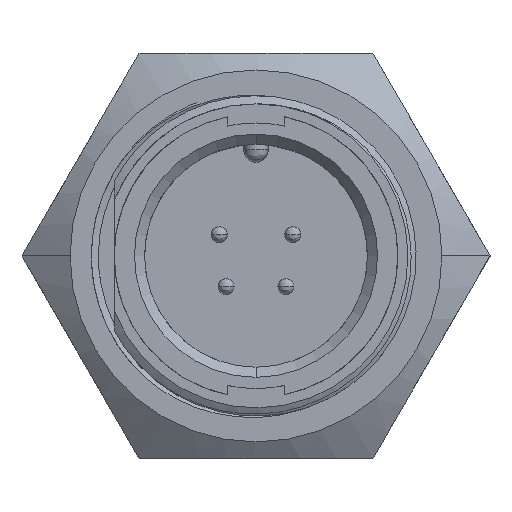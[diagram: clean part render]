
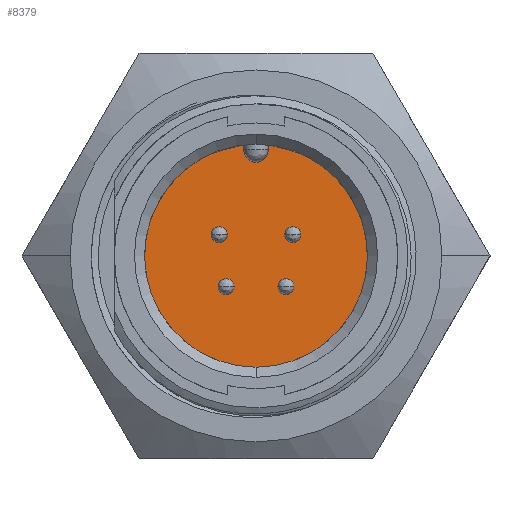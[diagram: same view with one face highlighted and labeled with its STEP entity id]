
A CAD part, top view. The second image highlights one B-rep face of the part: STEP entity #8379.
In plain terms, the highlighted planar face has unit normal (0, 0, 1).
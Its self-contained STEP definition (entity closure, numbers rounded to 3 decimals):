
#8 = CIRCLE ( 'NONE', #148, 6.985 ) ;
#22 = CIRCLE ( 'NONE', #421, 0.502 ) ;
#36 = CIRCLE ( 'NONE', #12012, 0.502 ) ;
#40 = CIRCLE ( 'NONE', #11872, 0.502 ) ;
#45 = CIRCLE ( 'NONE', #169, 0.502 ) ;
#49 = CIRCLE ( 'NONE', #11879, 6.985 ) ;
#51 = CIRCLE ( 'NONE', #11932, 0.762 ) ;
#53 = CIRCLE ( 'NONE', #495, 0.502 ) ;
#55 = CIRCLE ( 'NONE', #12020, 0.502 ) ;
#58 = CIRCLE ( 'NONE', #229, 0.502 ) ;
#62 = CIRCLE ( 'NONE', #12018, 0.502 ) ;
#148 = AXIS2_PLACEMENT_3D ( 'NONE', #16385, #16386, #16387 ) ;
#169 = AXIS2_PLACEMENT_3D ( 'NONE', #16324, #16325, #16326 ) ;
#229 = AXIS2_PLACEMENT_3D ( 'NONE', #5256, #5257, #5258 ) ;
#336 = FACE_BOUND ( 'NONE', #5282, .T. ) ;
#337 = FACE_BOUND ( 'NONE', #5281, .T. ) ;
#339 = FACE_OUTER_BOUND ( 'NONE', #5279, .T. ) ;
#340 = FACE_BOUND ( 'NONE', #5277, .T. ) ;
#341 = FACE_BOUND ( 'NONE', #5276, .T. ) ;
#342 = AXIS2_PLACEMENT_3D ( 'NONE', #13654, #13653, #13652 ) ;
#421 = AXIS2_PLACEMENT_3D ( 'NONE', #3819, #3818, #3811 ) ;
#495 = AXIS2_PLACEMENT_3D ( 'NONE', #15685, #15686, #15687 ) ;
#723 = ORIENTED_EDGE ( 'NONE', *, *, #11104, .T. ) ;
#738 = ORIENTED_EDGE ( 'NONE', *, *, #11080, .T. ) ;
#903 = ORIENTED_EDGE ( 'NONE', *, *, #8563, .T. ) ;
#925 = ORIENTED_EDGE ( 'NONE', *, *, #8470, .T. ) ;
#974 = ORIENTED_EDGE ( 'NONE', *, *, #8455, .T. ) ;
#978 = ORIENTED_EDGE ( 'NONE', *, *, #8430, .T. ) ;
#985 = ORIENTED_EDGE ( 'NONE', *, *, #11082, .T. ) ;
#989 = ORIENTED_EDGE ( 'NONE', *, *, #11092, .T. ) ;
#991 = ORIENTED_EDGE ( 'NONE', *, *, #11186, .T. ) ;
#1002 = ORIENTED_EDGE ( 'NONE', *, *, #11176, .T. ) ;
#1043 = ORIENTED_EDGE ( 'NONE', *, *, #8348, .T. ) ;
#1065 = ORIENTED_EDGE ( 'NONE', *, *, #11232, .T. ) ;
#1079 = ORIENTED_EDGE ( 'NONE', *, *, #11237, .T. ) ;
#1593 = CARTESIAN_POINT ( 'NONE',  ( -0.762, 6.629, -5.808 ) ) ;
#1608 = CARTESIAN_POINT ( 'NONE',  ( 1.88, -1.429, -5.808 ) ) ;
#1617 = CARTESIAN_POINT ( 'NONE',  ( 2.311, 0.819, -5.808 ) ) ;
#1848 = CARTESIAN_POINT ( 'NONE',  ( -1.88, -1.429, -5.808 ) ) ;
#1978 = CARTESIAN_POINT ( 'NONE',  ( 2.311, 1.822, -5.808 ) ) ;
#2036 = CARTESIAN_POINT ( 'NONE',  ( 1.88, -2.432, -5.808 ) ) ;
#2126 = CARTESIAN_POINT ( 'NONE',  ( -1.88, -2.432, -5.808 ) ) ;
#2135 = CARTESIAN_POINT ( 'NONE',  ( 0., -6.985, -5.808 ) ) ;
#2137 = CARTESIAN_POINT ( 'NONE',  ( -0.762, 6.943, -5.808 ) ) ;
#2156 = CARTESIAN_POINT ( 'NONE',  ( -2.311, 0.819, -5.808 ) ) ;
#2219 = CARTESIAN_POINT ( 'NONE',  ( 0.762, 6.629, -5.808 ) ) ;
#2410 = CARTESIAN_POINT ( 'NONE',  ( -2.311, 1.822, -5.808 ) ) ;
#2443 = CARTESIAN_POINT ( 'NONE',  ( 0.762, 6.943, -5.808 ) ) ;
#2628 = VERTEX_POINT ( 'NONE', #2126 ) ;
#2636 = VERTEX_POINT ( 'NONE', #2135 ) ;
#2639 = VERTEX_POINT ( 'NONE', #2137 ) ;
#2910 = VERTEX_POINT ( 'NONE', #2156 ) ;
#2914 = VERTEX_POINT ( 'NONE', #2410 ) ;
#2917 = VERTEX_POINT ( 'NONE', #1848 ) ;
#2925 = VERTEX_POINT ( 'NONE', #2036 ) ;
#2928 = VERTEX_POINT ( 'NONE', #1617 ) ;
#2932 = VERTEX_POINT ( 'NONE', #1608 ) ;
#2935 = VERTEX_POINT ( 'NONE', #1978 ) ;
#3811 = DIRECTION ( 'NONE',  ( 0., 1., 0. ) ) ;
#3818 = DIRECTION ( 'NONE',  ( 0., 0., -1. ) ) ;
#3819 = CARTESIAN_POINT ( 'NONE',  ( -1.88, -1.93, -5.808 ) ) ;
#4244 = VERTEX_POINT ( 'NONE', #2443 ) ;
#4328 = VERTEX_POINT ( 'NONE', #2219 ) ;
#4339 = VERTEX_POINT ( 'NONE', #1593 ) ;
#5256 = CARTESIAN_POINT ( 'NONE',  ( 1.88, -1.93, -5.808 ) ) ;
#5257 = DIRECTION ( 'NONE',  ( 0., 0., -1. ) ) ;
#5258 = DIRECTION ( 'NONE',  ( 0., 1., 0. ) ) ;
#5276 = EDGE_LOOP ( 'NONE', ( #978, #985 ) ) ;
#5277 = EDGE_LOOP ( 'NONE', ( #974, #989 ) ) ;
#5279 = EDGE_LOOP ( 'NONE', ( #1002, #991, #925, #1065, #723 ) ) ;
#5281 = EDGE_LOOP ( 'NONE', ( #1043, #738 ) ) ;
#5282 = EDGE_LOOP ( 'NONE', ( #903, #1079 ) ) ;
#8348 = EDGE_CURVE ( 'NONE', #2917, #2628, #22, .T. ) ;
#8379 = ADVANCED_FACE ( 'NONE', ( #341, #340, #339, #337, #336 ), #13655, .T. ) ;
#8430 = EDGE_CURVE ( 'NONE', #2932, #2925, #58, .T. ) ;
#8455 = EDGE_CURVE ( 'NONE', #2935, #2928, #45, .T. ) ;
#8470 = EDGE_CURVE ( 'NONE', #2639, #2636, #8, .T. ) ;
#8563 = EDGE_CURVE ( 'NONE', #2914, #2910, #53, .T. ) ;
#8971 = CARTESIAN_POINT ( 'NONE',  ( 0., 0., -5.808 ) ) ;
#8987 = DIRECTION ( 'NONE',  ( 0., 0., 1. ) ) ;
#8988 = DIRECTION ( 'NONE',  ( 0., -1., 0. ) ) ;
#9015 = CARTESIAN_POINT ( 'NONE',  ( -2.311, 1.321, -5.808 ) ) ;
#9016 = DIRECTION ( 'NONE',  ( 0., 0., -1. ) ) ;
#9017 = DIRECTION ( 'NONE',  ( 0., 1., 0. ) ) ;
#9967 = CARTESIAN_POINT ( 'NONE',  ( -1.88, -1.93, -5.808 ) ) ;
#9974 = DIRECTION ( 'NONE',  ( 0., 0., -1. ) ) ;
#9975 = DIRECTION ( 'NONE',  ( 0., 1., 0. ) ) ;
#9981 = CARTESIAN_POINT ( 'NONE',  ( 1.88, -1.93, -5.808 ) ) ;
#9982 = DIRECTION ( 'NONE',  ( 0., 0., -1. ) ) ;
#9983 = DIRECTION ( 'NONE',  ( 0., 1., 0. ) ) ;
#10050 = CARTESIAN_POINT ( 'NONE',  ( 2.311, 1.321, -5.808 ) ) ;
#10054 = DIRECTION ( 'NONE',  ( 0., 0., -1. ) ) ;
#10055 = DIRECTION ( 'NONE',  ( 0., 1., 0. ) ) ;
#10136 = LINE ( 'NONE', #10137, #11996 ) ;
#10137 = CARTESIAN_POINT ( 'NONE',  ( 0.762, 6.943, -5.808 ) ) ;
#10138 = DIRECTION ( 'NONE',  ( 0., -1., 0. ) ) ;
#10980 = CARTESIAN_POINT ( 'NONE',  ( 0., 6.629, -5.808 ) ) ;
#10987 = DIRECTION ( 'NONE',  ( 0., 0., -1. ) ) ;
#10988 = DIRECTION ( 'NONE',  ( -1., 0., 0. ) ) ;
#11059 = LINE ( 'NONE', #11060, #11920 ) ;
#11060 = CARTESIAN_POINT ( 'NONE',  ( -0.762, 0., -5.808 ) ) ;
#11061 = DIRECTION ( 'NONE',  ( 0., 1., 0. ) ) ;
#11080 = EDGE_CURVE ( 'NONE', #2628, #2917, #55, .T. ) ;
#11082 = EDGE_CURVE ( 'NONE', #2925, #2932, #62, .T. ) ;
#11092 = EDGE_CURVE ( 'NONE', #2928, #2935, #36, .T. ) ;
#11104 = EDGE_CURVE ( 'NONE', #4244, #4328, #10136, .T. ) ;
#11176 = EDGE_CURVE ( 'NONE', #4328, #4339, #51, .T. ) ;
#11186 = EDGE_CURVE ( 'NONE', #4339, #2639, #11059, .T. ) ;
#11232 = EDGE_CURVE ( 'NONE', #2636, #4244, #49, .T. ) ;
#11237 = EDGE_CURVE ( 'NONE', #2910, #2914, #40, .T. ) ;
#11872 = AXIS2_PLACEMENT_3D ( 'NONE', #9015, #9016, #9017 ) ;
#11879 = AXIS2_PLACEMENT_3D ( 'NONE', #8971, #8987, #8988 ) ;
#11920 = VECTOR ( 'NONE', #11061, 1000. ) ;
#11932 = AXIS2_PLACEMENT_3D ( 'NONE', #10980, #10987, #10988 ) ;
#11996 = VECTOR ( 'NONE', #10138, 1000. ) ;
#12012 = AXIS2_PLACEMENT_3D ( 'NONE', #10050, #10054, #10055 ) ;
#12018 = AXIS2_PLACEMENT_3D ( 'NONE', #9981, #9982, #9983 ) ;
#12020 = AXIS2_PLACEMENT_3D ( 'NONE', #9967, #9974, #9975 ) ;
#13652 = DIRECTION ( 'NONE',  ( 1., 0., 0. ) ) ;
#13653 = DIRECTION ( 'NONE',  ( 0., 0., 1. ) ) ;
#13654 = CARTESIAN_POINT ( 'NONE',  ( 0., 0., -5.808 ) ) ;
#13655 = PLANE ( 'NONE',  #342 ) ;
#15685 = CARTESIAN_POINT ( 'NONE',  ( -2.311, 1.321, -5.808 ) ) ;
#15686 = DIRECTION ( 'NONE',  ( 0., 0., -1. ) ) ;
#15687 = DIRECTION ( 'NONE',  ( 0., 1., 0. ) ) ;
#16324 = CARTESIAN_POINT ( 'NONE',  ( 2.311, 1.321, -5.808 ) ) ;
#16325 = DIRECTION ( 'NONE',  ( 0., 0., -1. ) ) ;
#16326 = DIRECTION ( 'NONE',  ( 0., 1., 0. ) ) ;
#16385 = CARTESIAN_POINT ( 'NONE',  ( 0., 0., -5.808 ) ) ;
#16386 = DIRECTION ( 'NONE',  ( 0., 0., 1. ) ) ;
#16387 = DIRECTION ( 'NONE',  ( 0., -1., 0. ) ) ;
